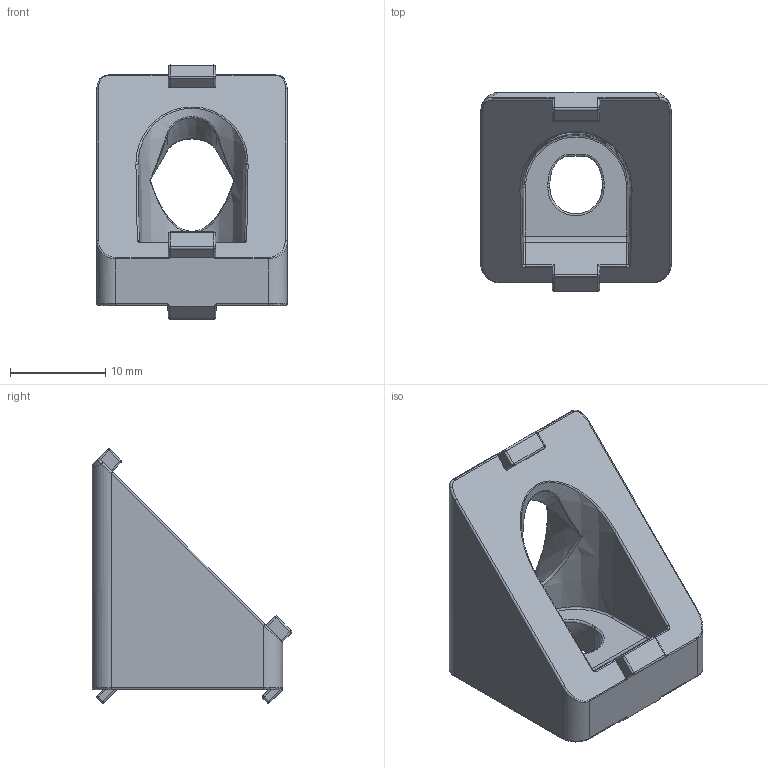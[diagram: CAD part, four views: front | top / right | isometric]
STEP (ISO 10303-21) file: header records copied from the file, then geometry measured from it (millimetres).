
FILE_DESCRIPTION (( 'STEP AP214' ), '1' );
FILE_NAME ('7125456', '2019-01-30T08:42:22', ( '' ), ('JUGARD+KÜNSTNER GmbH'), 'SwSTEP 2.0', 'SolidWorks 2017', '' );
FILE_SCHEMA (( 'AUTOMOTIVE_DESIGN' ));
Length unit declared in the file: millimetre
Products named in the file (1): 7125456
Bounding box: 20 x 20.96 x 26.69 mm (x, y, z)
Volume: 3863.6 mm3; surface area: 2661.7 mm2
Topology: 1 solids, 1 shells, 227 faces, 512 edges, 286 vertices
Faces by surface type: cylinder 102, bspline 74, plane 47, cone 4
Entity records: 8045 total; most frequent: CARTESIAN_POINT 3468, ORIENTED_EDGE 1016, DIRECTION 864, EDGE_CURVE 508, AXIS2_PLACEMENT_3D 322, VERTEX_POINT 286, EDGE_LOOP 234, ADVANCED_FACE 227
